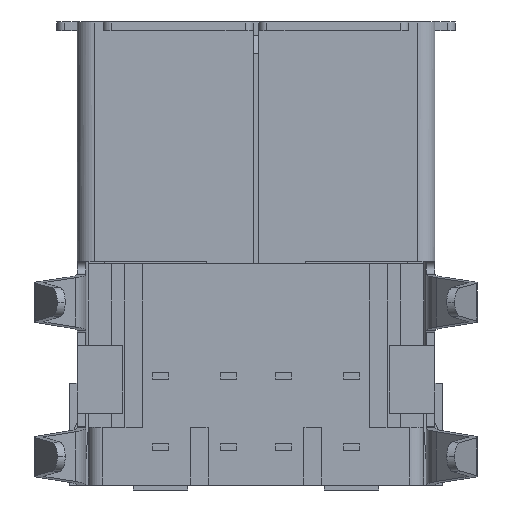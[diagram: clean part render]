
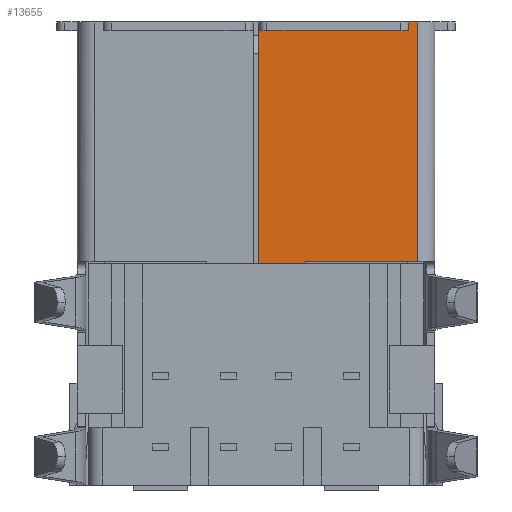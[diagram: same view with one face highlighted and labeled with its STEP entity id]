
A CAD part, front view. The second image highlights one B-rep face of the part: STEP entity #13655.
In plain terms, the highlighted planar face has unit normal (0, -1, 0).
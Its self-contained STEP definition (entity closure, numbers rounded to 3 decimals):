
#2847=DIRECTION('',(-1.,0.,0.));
#2848=VECTOR('',#2847,4.13);
#2849=CARTESIAN_POINT('',(5.93,-7.13,-8.29));
#2850=LINE('',#2849,#2848);
#3547=DIRECTION('',(-1.,0.,0.));
#3548=VECTOR('',#3547,0.32);
#3549=CARTESIAN_POINT('',(5.93,-7.13,0.5));
#3550=LINE('',#3549,#3548);
#3569=DIRECTION('',(0.,0.,-1.));
#3570=VECTOR('',#3569,8.562);
#3571=CARTESIAN_POINT('',(0.1,-7.13,0.182));
#3572=LINE('',#3571,#3570);
#3577=DIRECTION('',(0.,0.,1.));
#3578=VECTOR('',#3577,0.09);
#3579=CARTESIAN_POINT('',(1.8,-7.13,-8.38));
#3580=LINE('',#3579,#3578);
#3581=DIRECTION('',(1.,0.,0.));
#3582=VECTOR('',#3581,5.51);
#3583=CARTESIAN_POINT('',(0.1,-7.13,0.182));
#3584=LINE('',#3583,#3582);
#3585=DIRECTION('',(0.,0.,-1.));
#3586=VECTOR('',#3585,0.318);
#3587=CARTESIAN_POINT('',(5.61,-7.13,0.5));
#3588=LINE('',#3587,#3586);
#3797=DIRECTION('',(-1.,0.,0.));
#3798=VECTOR('',#3797,1.7);
#3799=CARTESIAN_POINT('',(1.8,-7.13,-8.38));
#3800=LINE('',#3799,#3798);
#8401=DIRECTION('',(0.,0.,1.));
#8402=VECTOR('',#8401,8.79);
#8403=CARTESIAN_POINT('',(5.93,-7.13,-8.29));
#8404=LINE('',#8403,#8402);
#10288=CARTESIAN_POINT('',(5.93,-7.13,0.5));
#10290=VERTEX_POINT('',#10288);
#10301=CARTESIAN_POINT('',(5.93,-7.13,-8.29));
#10302=VERTEX_POINT('',#10301);
#10399=CARTESIAN_POINT('',(5.61,-7.13,0.5));
#10400=VERTEX_POINT('',#10399);
#10469=CARTESIAN_POINT('',(5.61,-7.13,0.182));
#10470=VERTEX_POINT('',#10469);
#10493=CARTESIAN_POINT('',(0.1,-7.13,0.182));
#10494=VERTEX_POINT('',#10493);
#10495=CARTESIAN_POINT('',(1.8,-7.13,-8.38));
#10496=CARTESIAN_POINT('',(0.1,-7.13,-8.38));
#10497=VERTEX_POINT('',#10495);
#10498=VERTEX_POINT('',#10496);
#10503=CARTESIAN_POINT('',(1.8,-7.13,-8.29));
#10505=VERTEX_POINT('',#10503);
#13635=CARTESIAN_POINT('',(-5.93,-7.13,0.5));
#13636=DIRECTION('',(0.,-1.,0.));
#13637=DIRECTION('',(1.,0.,0.));
#13638=AXIS2_PLACEMENT_3D('',#13635,#13636,#13637);
#13639=PLANE('',#13638);
#13640=ORIENTED_EDGE('',*,*,#13036,.T.);
#13642=ORIENTED_EDGE('',*,*,#13641,.F.);
#13644=ORIENTED_EDGE('',*,*,#13643,.T.);
#13645=ORIENTED_EDGE('',*,*,#13621,.F.);
#13647=ORIENTED_EDGE('',*,*,#13646,.T.);
#13649=ORIENTED_EDGE('',*,*,#13648,.F.);
#13650=ORIENTED_EDGE('',*,*,#13603,.F.);
#13652=ORIENTED_EDGE('',*,*,#13651,.F.);
#13653=EDGE_LOOP('',(#13640,#13642,#13644,#13645,#13647,#13649,#13650,#13652));
#13654=FACE_OUTER_BOUND('',#13653,.F.);
#13655=ADVANCED_FACE('',(#13654),#13639,.T.);
#13036=EDGE_CURVE('',#10302,#10505,#2850,.T.);
#13603=EDGE_CURVE('',#10290,#10400,#3550,.T.);
#13621=EDGE_CURVE('',#10494,#10498,#3572,.T.);
#13641=EDGE_CURVE('',#10497,#10505,#3580,.T.);
#13643=EDGE_CURVE('',#10497,#10498,#3800,.T.);
#13646=EDGE_CURVE('',#10494,#10470,#3584,.T.);
#13648=EDGE_CURVE('',#10400,#10470,#3588,.T.);
#13651=EDGE_CURVE('',#10302,#10290,#8404,.T.);
